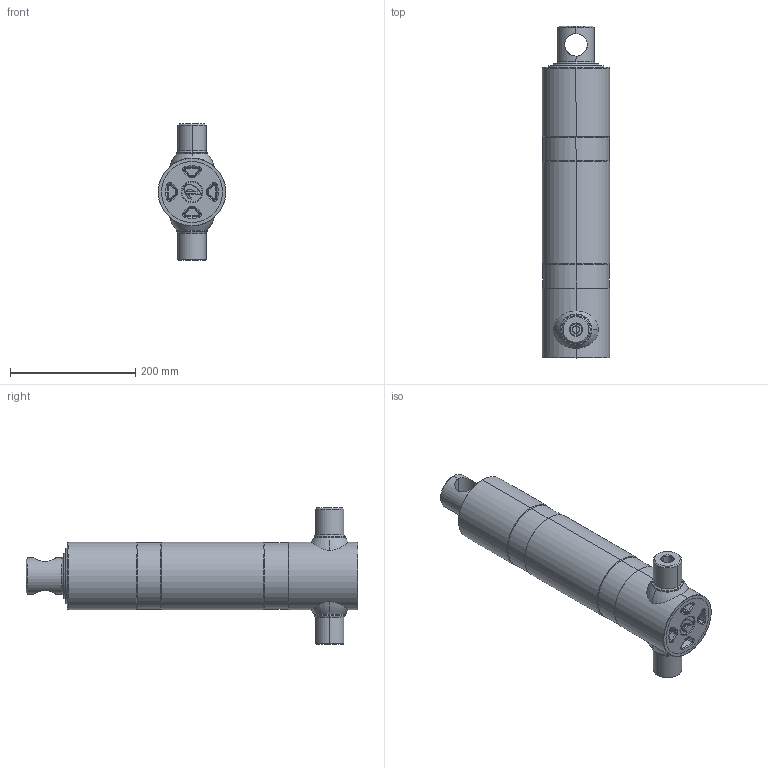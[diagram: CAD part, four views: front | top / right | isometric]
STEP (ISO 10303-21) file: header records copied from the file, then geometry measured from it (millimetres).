
FILE_DESCRIPTION (( 'STEP AP203' ), '1' );
FILE_NAME ('308.BGB.STEP', '2014-10-06T11:16:54', ( '' ), ( '' ), 'SwSTEP 2.0', 'SolidWorks 2013', '' );
FILE_SCHEMA (( 'CONFIG_CONTROL_DESIGN' ));
Length unit declared in the file: millimetre
Products named in the file (1): 308.BGB
Bounding box: 108 x 529 x 217 mm (x, y, z)
Surface area: 507583.1 mm2 (no closed solid volume)
Topology: 0 solids, 12 shells, 246 faces, 631 edges, 389 vertices
Faces by surface type: torus 74, cylinder 72, cone 66, plane 27, bspline 6, sphere 1
Entity records: 9188 total; most frequent: CARTESIAN_POINT 3103, DIRECTION 1426, ORIENTED_EDGE 1115, EDGE_CURVE 629, AXIS2_PLACEMENT_3D 613, VERTEX_POINT 388, CIRCLE 372, EDGE_LOOP 258
